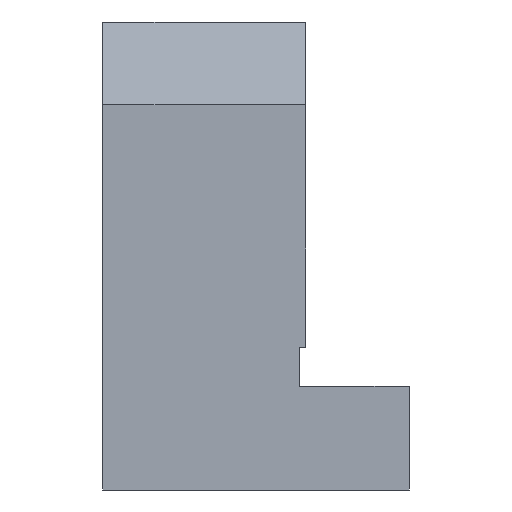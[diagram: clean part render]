
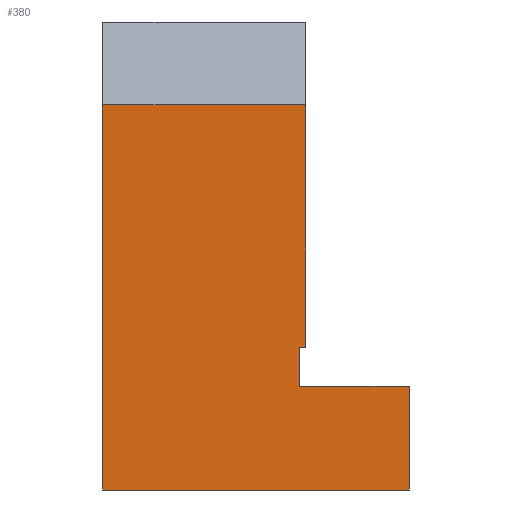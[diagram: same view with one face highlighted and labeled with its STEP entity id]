
A CAD part, left-side view. The second image highlights one B-rep face of the part: STEP entity #380.
In plain terms, the highlighted planar face has unit normal (-1, 0, 0).
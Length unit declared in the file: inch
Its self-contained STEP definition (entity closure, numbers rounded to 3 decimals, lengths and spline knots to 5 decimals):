
#10 = CARTESIAN_POINT ( 'NONE',  ( 0., 0., 2.26 ) ) ;
#22 = VERTEX_POINT ( 'NONE', #687 ) ;
#28 = VECTOR ( 'NONE', #546, 39.37008 ) ;
#36 = CARTESIAN_POINT ( 'NONE',  ( 0., 0., 0.5 ) ) ;
#71 = DIRECTION ( 'NONE',  ( 0., 0., -1. ) ) ;
#80 = CARTESIAN_POINT ( 'NONE',  ( 0., 0.53, 0.69 ) ) ;
#106 = EDGE_LOOP ( 'NONE', ( #378, #310, #111, #667, #383, #720, #628, #1027 ) ) ;
#111 = ORIENTED_EDGE ( 'NONE', *, *, #817, .T. ) ;
#143 = CARTESIAN_POINT ( 'NONE',  ( 0., 0., 0.5 ) ) ;
#147 = CARTESIAN_POINT ( 'NONE',  ( 0., 1.48, 1.86 ) ) ;
#181 = CARTESIAN_POINT ( 'NONE',  ( 0., 0.5, 0.69 ) ) ;
#226 = CARTESIAN_POINT ( 'NONE',  ( 0., 1.48, 2.26 ) ) ;
#245 = CARTESIAN_POINT ( 'NONE',  ( 0., 0.53, 0.5 ) ) ;
#247 = DIRECTION ( 'NONE',  ( 0., -1., 0. ) ) ;
#259 = CARTESIAN_POINT ( 'NONE',  ( 0., 0.5, 1.86 ) ) ;
#265 = EDGE_CURVE ( 'NONE', #949, #22, #551, .T. ) ;
#270 = EDGE_CURVE ( 'NONE', #481, #741, #711, .T. ) ;
#299 = DIRECTION ( 'NONE',  ( 0., 0., -1. ) ) ;
#305 = EDGE_CURVE ( 'NONE', #602, #836, #470, .T. ) ;
#310 = ORIENTED_EDGE ( 'NONE', *, *, #270, .T. ) ;
#311 = DIRECTION ( 'NONE',  ( 0., 0., 1. ) ) ;
#314 = DIRECTION ( 'NONE',  ( 0., 0., -1. ) ) ;
#335 = AXIS2_PLACEMENT_3D ( 'NONE', #10, #871, #299 ) ;
#361 = LINE ( 'NONE', #612, #713 ) ;
#373 = VECTOR ( 'NONE', #311, 39.37008 ) ;
#374 = EDGE_CURVE ( 'NONE', #881, #602, #815, .T. ) ;
#378 = ORIENTED_EDGE ( 'NONE', *, *, #557, .T. ) ;
#380 = ADVANCED_FACE ( 'NONE', ( #728 ), #542, .F. ) ;
#383 = ORIENTED_EDGE ( 'NONE', *, *, #374, .T. ) ;
#401 = CARTESIAN_POINT ( 'NONE',  ( 0., 0., 1.86 ) ) ;
#470 = LINE ( 'NONE', #226, #778 ) ;
#481 = VERTEX_POINT ( 'NONE', #907 ) ;
#490 = LINE ( 'NONE', #960, #954 ) ;
#504 = CARTESIAN_POINT ( 'NONE',  ( 0., 1.48, 0. ) ) ;
#532 = LINE ( 'NONE', #143, #556 ) ;
#537 = DIRECTION ( 'NONE',  ( 0., -1., 0. ) ) ;
#542 = PLANE ( 'NONE',  #335 ) ;
#546 = DIRECTION ( 'NONE',  ( 0., 1., 0. ) ) ;
#551 = LINE ( 'NONE', #1021, #891 ) ;
#556 = VECTOR ( 'NONE', #760, 39.37008 ) ;
#557 = EDGE_CURVE ( 'NONE', #949, #481, #532, .T. ) ;
#572 = LINE ( 'NONE', #887, #373 ) ;
#602 = VERTEX_POINT ( 'NONE', #147 ) ;
#612 = CARTESIAN_POINT ( 'NONE',  ( 0., 0., 0. ) ) ;
#628 = ORIENTED_EDGE ( 'NONE', *, *, #662, .T. ) ;
#662 = EDGE_CURVE ( 'NONE', #836, #22, #361, .T. ) ;
#667 = ORIENTED_EDGE ( 'NONE', *, *, #704, .T. ) ;
#687 = CARTESIAN_POINT ( 'NONE',  ( 0., 0., 0. ) ) ;
#704 = EDGE_CURVE ( 'NONE', #761, #881, #572, .T. ) ;
#711 = LINE ( 'NONE', #245, #765 ) ;
#713 = VECTOR ( 'NONE', #537, 39.37008 ) ;
#720 = ORIENTED_EDGE ( 'NONE', *, *, #305, .T. ) ;
#728 = FACE_OUTER_BOUND ( 'NONE', #106, .T. ) ;
#741 = VERTEX_POINT ( 'NONE', #80 ) ;
#760 = DIRECTION ( 'NONE',  ( 0., 1., 0. ) ) ;
#761 = VERTEX_POINT ( 'NONE', #181 ) ;
#765 = VECTOR ( 'NONE', #804, 39.37008 ) ;
#778 = VECTOR ( 'NONE', #314, 39.37008 ) ;
#804 = DIRECTION ( 'NONE',  ( 0., 0., 1. ) ) ;
#815 = LINE ( 'NONE', #401, #28 ) ;
#817 = EDGE_CURVE ( 'NONE', #741, #761, #490, .T. ) ;
#836 = VERTEX_POINT ( 'NONE', #504 ) ;
#871 = DIRECTION ( 'NONE',  ( 1., 0., 0. ) ) ;
#881 = VERTEX_POINT ( 'NONE', #259 ) ;
#887 = CARTESIAN_POINT ( 'NONE',  ( 0., 0.5, 2.26 ) ) ;
#891 = VECTOR ( 'NONE', #71, 39.37008 ) ;
#907 = CARTESIAN_POINT ( 'NONE',  ( 0., 0.53, 0.5 ) ) ;
#949 = VERTEX_POINT ( 'NONE', #36 ) ;
#954 = VECTOR ( 'NONE', #247, 39.37008 ) ;
#960 = CARTESIAN_POINT ( 'NONE',  ( 0., 0.5, 0.69 ) ) ;
#1021 = CARTESIAN_POINT ( 'NONE',  ( 0., 0., 2.26 ) ) ;
#1027 = ORIENTED_EDGE ( 'NONE', *, *, #265, .F. ) ;
